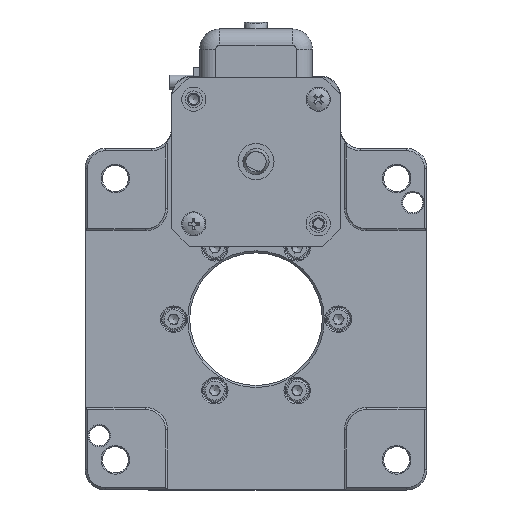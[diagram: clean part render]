
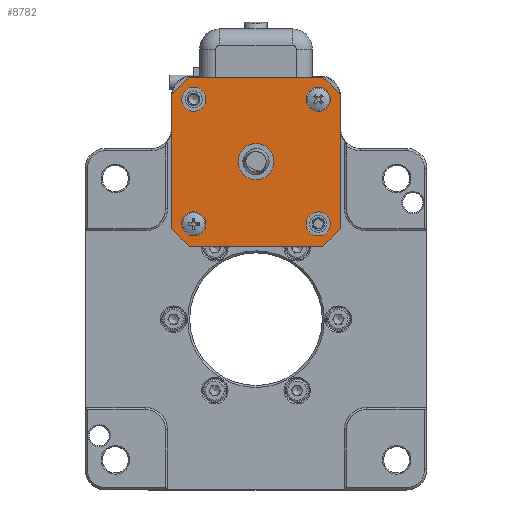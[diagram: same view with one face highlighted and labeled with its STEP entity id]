
A CAD part, front view. The second image highlights one B-rep face of the part: STEP entity #8782.
In plain terms, the highlighted planar face has unit normal (0, -1, 0).
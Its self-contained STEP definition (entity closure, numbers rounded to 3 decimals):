
#40 = ORIENTED_EDGE ( 'NONE', *, *, #4758, .F. ) ;
#106 = ORIENTED_EDGE ( 'NONE', *, *, #7385, .F. ) ;
#278 = ORIENTED_EDGE ( 'NONE', *, *, #3984, .F. ) ;
#484 = EDGE_CURVE ( 'NONE', #16827, #16827, #18396, .T. ) ;
#520 = ORIENTED_EDGE ( 'NONE', *, *, #484, .F. ) ;
#528 = CARTESIAN_POINT ( 'NONE',  ( 16.57, -51.5, 60.2 ) ) ;
#566 = ORIENTED_EDGE ( 'NONE', *, *, #17685, .T. ) ;
#601 = ORIENTED_EDGE ( 'NONE', *, *, #30924, .T. ) ;
#630 = ORIENTED_EDGE ( 'NONE', *, *, #12524, .T. ) ;
#784 = ORIENTED_EDGE ( 'NONE', *, *, #8633, .T. ) ;
#785 = ORIENTED_EDGE ( 'NONE', *, *, #10310, .T. ) ;
#853 = ORIENTED_EDGE ( 'NONE', *, *, #2449, .T. ) ;
#903 = CARTESIAN_POINT ( 'NONE',  ( -16.57, -51.5, 18.2 ) ) ;
#1136 = ORIENTED_EDGE ( 'NONE', *, *, #17723, .T. ) ;
#1256 = ORIENTED_EDGE ( 'NONE', *, *, #8115, .T. ) ;
#1979 = AXIS2_PLACEMENT_3D ( 'NONE', #19739, #19707, #19702 ) ;
#2244 = EDGE_LOOP ( 'NONE', ( #278 ) ) ;
#2449 = EDGE_CURVE ( 'NONE', #15552, #19518, #6971, .T. ) ;
#2950 = CIRCLE ( 'NONE', #20750, 26.75 ) ;
#3055 = DIRECTION ( 'NONE',  ( 0., 0., -1. ) ) ;
#3091 = DIRECTION ( 'NONE',  ( 0., -1., 0. ) ) ;
#3123 = CARTESIAN_POINT ( 'NONE',  ( 15.5, -51.5, 54.7 ) ) ;
#3295 = CIRCLE ( 'NONE', #21113, 3. ) ;
#3725 = EDGE_LOOP ( 'NONE', ( #31142 ) ) ;
#3754 = EDGE_CURVE ( 'NONE', #15911, #15911, #15701, .T. ) ;
#3760 = CIRCLE ( 'NONE', #21622, 3. ) ;
#3984 = EDGE_CURVE ( 'NONE', #15731, #15731, #5420, .T. ) ;
#4413 = VERTEX_POINT ( 'NONE', #6796 ) ;
#4601 = AXIS2_PLACEMENT_3D ( 'NONE', #22491, #22461, #22410 ) ;
#4758 = EDGE_CURVE ( 'NONE', #15480, #15480, #3295, .T. ) ;
#5420 = CIRCLE ( 'NONE', #23266, 3. ) ;
#5446 = AXIS2_PLACEMENT_3D ( 'NONE', #30284, #30257, #30231 ) ;
#6497 = DIRECTION ( 'NONE',  ( -1., 0., 0. ) ) ;
#6542 = CARTESIAN_POINT ( 'NONE',  ( -16.57, -51.5, 60.2 ) ) ;
#6549 = LINE ( 'NONE', #6542, #19545 ) ;
#6796 = CARTESIAN_POINT ( 'NONE',  ( -21., -51.5, 55.77 ) ) ;
#6938 = DIRECTION ( 'NONE',  ( 0., 0., 1. ) ) ;
#6953 = VERTEX_POINT ( 'NONE', #22957 ) ;
#6960 = CARTESIAN_POINT ( 'NONE',  ( 21., -51.5, 22.63 ) ) ;
#6971 = LINE ( 'NONE', #6960, #29408 ) ;
#7385 = EDGE_CURVE ( 'NONE', #14507, #14507, #3760, .T. ) ;
#8115 = EDGE_CURVE ( 'NONE', #22893, #24827, #6549, .T. ) ;
#8287 = EDGE_LOOP ( 'NONE', ( #566, #601, #630, #784, #785, #853, #1136, #1256 ) ) ;
#8340 = VECTOR ( 'NONE', #30347, 1000. ) ;
#8497 = VERTEX_POINT ( 'NONE', #903 ) ;
#8633 = EDGE_CURVE ( 'NONE', #8497, #15747, #30423, .T. ) ;
#8782 = ADVANCED_FACE ( 'NONE', ( #28078, #28055, #28043, #28036, #27999, #27972 ), #27961, .T. ) ;
#8835 = CARTESIAN_POINT ( 'NONE',  ( 21., -51.5, 55.77 ) ) ;
#9304 = CARTESIAN_POINT ( 'NONE',  ( -16.57, -51.5, 60.2 ) ) ;
#10008 = CIRCLE ( 'NONE', #27641, 26.75 ) ;
#10310 = EDGE_CURVE ( 'NONE', #15747, #15552, #10008, .T. ) ;
#12524 = EDGE_CURVE ( 'NONE', #6953, #8497, #22213, .T. ) ;
#14198 = DIRECTION ( 'NONE',  ( 0., 0., -1. ) ) ;
#14203 = DIRECTION ( 'NONE',  ( 0., -1., 0. ) ) ;
#14235 = CARTESIAN_POINT ( 'NONE',  ( -15.5, -51.5, 23.7 ) ) ;
#14496 = CARTESIAN_POINT ( 'NONE',  ( 15.5, -51.5, 20.7 ) ) ;
#14507 = VERTEX_POINT ( 'NONE', #14496 ) ;
#15456 = CARTESIAN_POINT ( 'NONE',  ( 15.5, -51.5, 51.7 ) ) ;
#15480 = VERTEX_POINT ( 'NONE', #15456 ) ;
#15552 = VERTEX_POINT ( 'NONE', #26565 ) ;
#15701 = CIRCLE ( 'NONE', #1979, 3. ) ;
#15720 = CARTESIAN_POINT ( 'NONE',  ( -15.5, -51.5, 20.7 ) ) ;
#15731 = VERTEX_POINT ( 'NONE', #15720 ) ;
#15739 = DIRECTION ( 'NONE',  ( 0., 0., -1. ) ) ;
#15747 = VERTEX_POINT ( 'NONE', #24113 ) ;
#15764 = DIRECTION ( 'NONE',  ( 0., -1., 0. ) ) ;
#15835 = CARTESIAN_POINT ( 'NONE',  ( 15.5, -51.5, 23.7 ) ) ;
#15881 = CARTESIAN_POINT ( 'NONE',  ( -15.5, -51.5, 51.7 ) ) ;
#15911 = VERTEX_POINT ( 'NONE', #15881 ) ;
#16644 = EDGE_LOOP ( 'NONE', ( #40 ) ) ;
#16820 = CARTESIAN_POINT ( 'NONE',  ( 0., -51.5, 34.7 ) ) ;
#16827 = VERTEX_POINT ( 'NONE', #16820 ) ;
#17685 = EDGE_CURVE ( 'NONE', #24827, #4413, #2950, .T. ) ;
#17723 = EDGE_CURVE ( 'NONE', #19518, #22893, #19237, .T. ) ;
#18396 = CIRCLE ( 'NONE', #4601, 4.5 ) ;
#19237 = CIRCLE ( 'NONE', #5446, 26.75 ) ;
#19518 = VERTEX_POINT ( 'NONE', #8835 ) ;
#19545 = VECTOR ( 'NONE', #6497, 1000. ) ;
#19702 = DIRECTION ( 'NONE',  ( 0., 0., -1. ) ) ;
#19707 = DIRECTION ( 'NONE',  ( 0., -1., 0. ) ) ;
#19739 = CARTESIAN_POINT ( 'NONE',  ( -15.5, -51.5, 54.7 ) ) ;
#19929 = DIRECTION ( 'NONE',  ( 0., 0., -1. ) ) ;
#19946 = CARTESIAN_POINT ( 'NONE',  ( -21., -51.5, 22.63 ) ) ;
#19955 = LINE ( 'NONE', #19946, #24016 ) ;
#20750 = AXIS2_PLACEMENT_3D ( 'NONE', #31165, #31106, #31074 ) ;
#21113 = AXIS2_PLACEMENT_3D ( 'NONE', #3123, #3091, #3055 ) ;
#21622 = AXIS2_PLACEMENT_3D ( 'NONE', #15835, #15764, #15739 ) ;
#22063 = EDGE_LOOP ( 'NONE', ( #520 ) ) ;
#22213 = CIRCLE ( 'NONE', #26205, 26.75 ) ;
#22410 = DIRECTION ( 'NONE',  ( 0., 0., -1. ) ) ;
#22461 = DIRECTION ( 'NONE',  ( 0., -1., 0. ) ) ;
#22491 = CARTESIAN_POINT ( 'NONE',  ( 0., -51.5, 39.2 ) ) ;
#22893 = VERTEX_POINT ( 'NONE', #528 ) ;
#22957 = CARTESIAN_POINT ( 'NONE',  ( -21., -51.5, 22.63 ) ) ;
#23266 = AXIS2_PLACEMENT_3D ( 'NONE', #14235, #14203, #14198 ) ;
#24016 = VECTOR ( 'NONE', #19929, 1000. ) ;
#24113 = CARTESIAN_POINT ( 'NONE',  ( 16.57, -51.5, 18.2 ) ) ;
#24494 = DIRECTION ( 'NONE',  ( 0., 0., -1. ) ) ;
#24504 = DIRECTION ( 'NONE',  ( 0., -1., 0. ) ) ;
#24512 = CARTESIAN_POINT ( 'NONE',  ( 0., -51.5, 39.2 ) ) ;
#24827 = VERTEX_POINT ( 'NONE', #9304 ) ;
#24986 = EDGE_LOOP ( 'NONE', ( #106 ) ) ;
#25611 = AXIS2_PLACEMENT_3D ( 'NONE', #27956, #27926, #27894 ) ;
#26205 = AXIS2_PLACEMENT_3D ( 'NONE', #24512, #24504, #24494 ) ;
#26565 = CARTESIAN_POINT ( 'NONE',  ( 21., -51.5, 22.63 ) ) ;
#27641 = AXIS2_PLACEMENT_3D ( 'NONE', #29511, #29480, #29446 ) ;
#27894 = DIRECTION ( 'NONE',  ( 0., 0., -1. ) ) ;
#27926 = DIRECTION ( 'NONE',  ( 0., -1., 0. ) ) ;
#27956 = CARTESIAN_POINT ( 'NONE',  ( 0., -51.5, 39.2 ) ) ;
#27961 = PLANE ( 'NONE',  #25611 ) ;
#27972 = FACE_OUTER_BOUND ( 'NONE', #8287, .T. ) ;
#27999 = FACE_BOUND ( 'NONE', #22063, .T. ) ;
#28036 = FACE_BOUND ( 'NONE', #2244, .T. ) ;
#28043 = FACE_BOUND ( 'NONE', #24986, .T. ) ;
#28055 = FACE_BOUND ( 'NONE', #16644, .T. ) ;
#28078 = FACE_BOUND ( 'NONE', #3725, .T. ) ;
#29408 = VECTOR ( 'NONE', #6938, 1000. ) ;
#29446 = DIRECTION ( 'NONE',  ( 0., 0., -1. ) ) ;
#29480 = DIRECTION ( 'NONE',  ( 0., -1., 0. ) ) ;
#29511 = CARTESIAN_POINT ( 'NONE',  ( 0., -51.5, 39.2 ) ) ;
#30231 = DIRECTION ( 'NONE',  ( 0., 0., -1. ) ) ;
#30257 = DIRECTION ( 'NONE',  ( 0., -1., 0. ) ) ;
#30284 = CARTESIAN_POINT ( 'NONE',  ( 0., -51.5, 39.2 ) ) ;
#30347 = DIRECTION ( 'NONE',  ( 1., 0., 0. ) ) ;
#30374 = CARTESIAN_POINT ( 'NONE',  ( -16.57, -51.5, 18.2 ) ) ;
#30423 = LINE ( 'NONE', #30374, #8340 ) ;
#30924 = EDGE_CURVE ( 'NONE', #4413, #6953, #19955, .T. ) ;
#31074 = DIRECTION ( 'NONE',  ( 0., 0., -1. ) ) ;
#31106 = DIRECTION ( 'NONE',  ( 0., -1., 0. ) ) ;
#31142 = ORIENTED_EDGE ( 'NONE', *, *, #3754, .F. ) ;
#31165 = CARTESIAN_POINT ( 'NONE',  ( 0., -51.5, 39.2 ) ) ;
